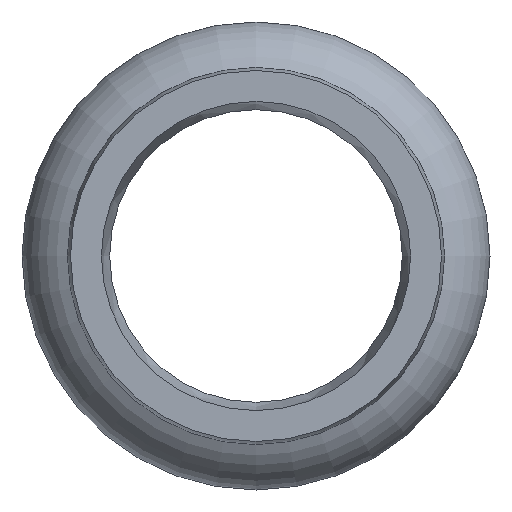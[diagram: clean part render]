
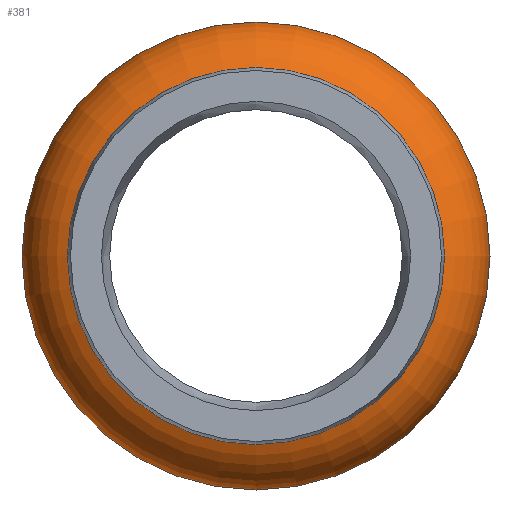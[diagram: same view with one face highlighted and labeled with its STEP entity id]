
A CAD part, left-side view. The second image highlights one B-rep face of the part: STEP entity #381.
In plain terms, the highlighted toroidal (fillet/blend) face has major radius 8.008 mm and minor radius 3.346 mm.
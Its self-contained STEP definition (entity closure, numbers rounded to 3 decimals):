
#46=FACE_OUTER_BOUND('',#63,.T.);
#63=EDGE_LOOP('',(#248,#249,#250,#251,#252,#253,#254,#255));
#81=CIRCLE('',#419,8.6);
#82=CIRCLE('',#420,8.6);
#83=CIRCLE('',#421,8.6);
#84=CIRCLE('',#422,3.346);
#85=CIRCLE('',#423,9.15);
#86=CIRCLE('',#424,9.15);
#87=CIRCLE('',#425,9.15);
#136=VERTEX_POINT('',#641);
#137=VERTEX_POINT('',#642);
#138=VERTEX_POINT('',#644);
#139=VERTEX_POINT('',#647);
#140=VERTEX_POINT('',#649);
#141=VERTEX_POINT('',#651);
#184=EDGE_CURVE('',#136,#137,#81,.T.);
#185=EDGE_CURVE('',#138,#136,#82,.T.);
#186=EDGE_CURVE('',#137,#138,#83,.T.);
#187=EDGE_CURVE('',#137,#139,#84,.T.);
#188=EDGE_CURVE('',#139,#140,#85,.T.);
#189=EDGE_CURVE('',#140,#141,#86,.T.);
#190=EDGE_CURVE('',#141,#139,#87,.T.);
#248=ORIENTED_EDGE('',*,*,#184,.F.);
#249=ORIENTED_EDGE('',*,*,#185,.F.);
#250=ORIENTED_EDGE('',*,*,#186,.F.);
#251=ORIENTED_EDGE('',*,*,#187,.T.);
#252=ORIENTED_EDGE('',*,*,#188,.T.);
#253=ORIENTED_EDGE('',*,*,#189,.T.);
#254=ORIENTED_EDGE('',*,*,#190,.T.);
#255=ORIENTED_EDGE('',*,*,#187,.F.);
#376=TOROIDAL_SURFACE('',#418,8.008,3.346);
#381=ADVANCED_FACE('',(#46),#376,.T.);
#418=AXIS2_PLACEMENT_3D('',#640,#490,#491);
#419=AXIS2_PLACEMENT_3D('',#643,#492,#493);
#420=AXIS2_PLACEMENT_3D('',#645,#494,#495);
#421=AXIS2_PLACEMENT_3D('',#646,#496,#497);
#422=AXIS2_PLACEMENT_3D('',#648,#498,#499);
#423=AXIS2_PLACEMENT_3D('',#650,#500,#501);
#424=AXIS2_PLACEMENT_3D('',#652,#502,#503);
#425=AXIS2_PLACEMENT_3D('',#653,#504,#505);
#490=DIRECTION('center_axis',(1.,0.,0.));
#491=DIRECTION('ref_axis',(0.,0.,-1.));
#492=DIRECTION('center_axis',(1.,0.,0.));
#493=DIRECTION('ref_axis',(0.,1.,0.));
#494=DIRECTION('center_axis',(1.,0.,0.));
#495=DIRECTION('ref_axis',(0.,1.,0.));
#496=DIRECTION('center_axis',(1.,0.,0.));
#497=DIRECTION('ref_axis',(0.,1.,0.));
#498=DIRECTION('center_axis',(0.,-1.,0.));
#499=DIRECTION('ref_axis',(0.,0.,1.));
#500=DIRECTION('center_axis',(1.,0.,0.));
#501=DIRECTION('ref_axis',(0.,1.,0.));
#502=DIRECTION('center_axis',(1.,0.,0.));
#503=DIRECTION('ref_axis',(0.,1.,0.));
#504=DIRECTION('center_axis',(1.,0.,0.));
#505=DIRECTION('ref_axis',(0.,1.,0.));
#640=CARTESIAN_POINT('Origin',(-3.293,0.,0.));
#641=CARTESIAN_POINT('',(0.,8.6,0.));
#642=CARTESIAN_POINT('',(0.,0.,8.6));
#643=CARTESIAN_POINT('Origin',(0.,0.,0.));
#644=CARTESIAN_POINT('',(0.,-8.6,0.));
#645=CARTESIAN_POINT('Origin',(0.,0.,0.));
#646=CARTESIAN_POINT('Origin',(0.,0.,0.));
#647=CARTESIAN_POINT('',(-6.437,0.,9.15));
#648=CARTESIAN_POINT('Origin',(-3.293,0.,8.008));
#649=CARTESIAN_POINT('',(-6.437,-9.15,0.));
#650=CARTESIAN_POINT('Origin',(-6.437,0.,0.));
#651=CARTESIAN_POINT('',(-6.437,9.15,0.));
#652=CARTESIAN_POINT('Origin',(-6.437,0.,0.));
#653=CARTESIAN_POINT('Origin',(-6.437,0.,0.));
